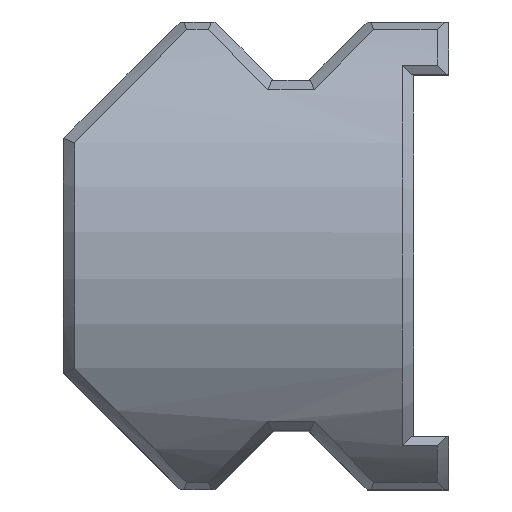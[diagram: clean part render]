
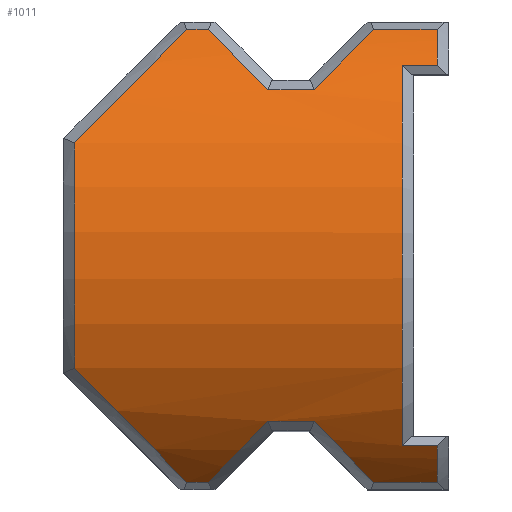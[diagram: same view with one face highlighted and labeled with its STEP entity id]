
A CAD part, top view. The second image highlights one B-rep face of the part: STEP entity #1011.
In plain terms, the highlighted cylindrical face has radius 5 mm (diameter 10 mm), a partial arc.
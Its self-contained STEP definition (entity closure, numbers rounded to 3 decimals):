
#15=CYLINDRICAL_SURFACE('',#1091,5.);
#37=CIRCLE('',#1059,5.);
#39=CIRCLE('',#1067,5.);
#42=CIRCLE('',#1076,5.);
#44=CIRCLE('',#1080,5.);
#80=FACE_OUTER_BOUND('',#140,.T.);
#140=EDGE_LOOP('',(#775,#776,#777,#778,#779,#780,#781,#782,#783,#784,#785,
#786,#787,#788,#789,#790,#791,#792));
#178=B_SPLINE_CURVE_WITH_KNOTS('',3,(#1419,#1420,#1421,#1422),
 .UNSPECIFIED.,.F.,.F.,(4,4),(-2.479,-2.199),
 .UNSPECIFIED.);
#183=B_SPLINE_CURVE_WITH_KNOTS('',3,(#1471,#1472,#1473,#1474),
 .UNSPECIFIED.,.F.,.F.,(4,4),(2.199,2.479),
 .UNSPECIFIED.);
#188=B_SPLINE_CURVE_WITH_KNOTS('',3,(#1523,#1524,#1525,#1526),
 .UNSPECIFIED.,.F.,.F.,(4,4),(-2.479,-1.994),
 .UNSPECIFIED.);
#195=B_SPLINE_CURVE_WITH_KNOTS('',3,(#1597,#1598,#1599,#1600),
 .UNSPECIFIED.,.F.,.F.,(4,4),(-1.148,-0.663),
 .UNSPECIFIED.);
#199=B_SPLINE_CURVE_WITH_KNOTS('',3,(#1636,#1637,#1638,#1639),
 .UNSPECIFIED.,.F.,.F.,(4,4),(0.663,0.942),
 .UNSPECIFIED.);
#204=B_SPLINE_CURVE_WITH_KNOTS('',3,(#1690,#1691,#1692,#1693),
 .UNSPECIFIED.,.F.,.F.,(4,4),(-0.942,-0.663),
 .UNSPECIFIED.);
#210=LINE('',#1362,#302);
#212=LINE('',#1393,#304);
#214=LINE('',#1445,#306);
#216=LINE('',#1497,#308);
#221=LINE('',#1574,#313);
#223=LINE('',#1657,#315);
#225=LINE('',#1709,#317);
#227=LINE('',#1735,#319);
#302=VECTOR('',#1130,10.);
#304=VECTOR('',#1140,10.);
#306=VECTOR('',#1146,10.);
#308=VECTOR('',#1152,10.);
#313=VECTOR('',#1165,10.);
#315=VECTOR('',#1171,10.);
#317=VECTOR('',#1177,10.);
#319=VECTOR('',#1187,10.);
#394=VERTEX_POINT('',#1360);
#395=VERTEX_POINT('',#1361);
#398=VERTEX_POINT('',#1375);
#402=VERTEX_POINT('',#1392);
#404=VERTEX_POINT('',#1418);
#408=VERTEX_POINT('',#1444);
#410=VERTEX_POINT('',#1470);
#414=VERTEX_POINT('',#1496);
#416=VERTEX_POINT('',#1522);
#419=VERTEX_POINT('',#1547);
#425=VERTEX_POINT('',#1566);
#426=VERTEX_POINT('',#1573);
#430=VERTEX_POINT('',#1635);
#433=VERTEX_POINT('',#1656);
#436=VERTEX_POINT('',#1689);
#439=VERTEX_POINT('',#1708);
#442=VERTEX_POINT('',#1721);
#445=VERTEX_POINT('',#1734);
#488=EDGE_CURVE('',#394,#395,#210,.T.);
#492=EDGE_CURVE('',#395,#398,#37,.T.);
#497=EDGE_CURVE('',#398,#402,#212,.T.);
#500=EDGE_CURVE('',#402,#404,#178,.T.);
#505=EDGE_CURVE('',#404,#408,#214,.T.);
#508=EDGE_CURVE('',#408,#410,#183,.T.);
#513=EDGE_CURVE('',#410,#414,#216,.T.);
#516=EDGE_CURVE('',#414,#416,#188,.T.);
#520=EDGE_CURVE('',#416,#419,#39,.T.);
#527=EDGE_CURVE('',#425,#426,#221,.T.);
#529=EDGE_CURVE('',#419,#425,#195,.T.);
#534=EDGE_CURVE('',#426,#430,#199,.T.);
#538=EDGE_CURVE('',#430,#433,#223,.T.);
#542=EDGE_CURVE('',#433,#436,#204,.T.);
#546=EDGE_CURVE('',#436,#439,#225,.T.);
#550=EDGE_CURVE('',#439,#442,#42,.T.);
#554=EDGE_CURVE('',#442,#445,#227,.T.);
#558=EDGE_CURVE('',#445,#394,#44,.T.);
#775=ORIENTED_EDGE('',*,*,#527,.F.);
#776=ORIENTED_EDGE('',*,*,#529,.F.);
#777=ORIENTED_EDGE('',*,*,#520,.F.);
#778=ORIENTED_EDGE('',*,*,#516,.F.);
#779=ORIENTED_EDGE('',*,*,#513,.F.);
#780=ORIENTED_EDGE('',*,*,#508,.F.);
#781=ORIENTED_EDGE('',*,*,#505,.F.);
#782=ORIENTED_EDGE('',*,*,#500,.F.);
#783=ORIENTED_EDGE('',*,*,#497,.F.);
#784=ORIENTED_EDGE('',*,*,#492,.F.);
#785=ORIENTED_EDGE('',*,*,#488,.F.);
#786=ORIENTED_EDGE('',*,*,#558,.F.);
#787=ORIENTED_EDGE('',*,*,#554,.F.);
#788=ORIENTED_EDGE('',*,*,#550,.F.);
#789=ORIENTED_EDGE('',*,*,#546,.F.);
#790=ORIENTED_EDGE('',*,*,#542,.F.);
#791=ORIENTED_EDGE('',*,*,#538,.F.);
#792=ORIENTED_EDGE('',*,*,#534,.F.);
#1011=ADVANCED_FACE('',(#80),#15,.T.);
#1059=AXIS2_PLACEMENT_3D('',#1376,#1134,#1135);
#1067=AXIS2_PLACEMENT_3D('',#1548,#1156,#1157);
#1076=AXIS2_PLACEMENT_3D('',#1722,#1182,#1183);
#1080=AXIS2_PLACEMENT_3D('',#1747,#1192,#1193);
#1091=AXIS2_PLACEMENT_3D('',#1791,#1233,#1234);
#1130=DIRECTION('',(1.,0.,0.));
#1134=DIRECTION('center_axis',(1.,0.,0.));
#1135=DIRECTION('ref_axis',(0.,0.,1.));
#1140=DIRECTION('',(-1.,0.,0.));
#1146=DIRECTION('',(-1.,0.,0.));
#1152=DIRECTION('',(-1.,0.,0.));
#1156=DIRECTION('center_axis',(-1.,0.,0.));
#1157=DIRECTION('ref_axis',(0.,0.,
1.));
#1165=DIRECTION('',(1.,0.,0.));
#1171=DIRECTION('',(1.,0.,0.));
#1177=DIRECTION('',(1.,0.,0.));
#1182=DIRECTION('center_axis',(1.,0.,0.));
#1183=DIRECTION('ref_axis',(0.,0.,1.));
#1187=DIRECTION('',(-1.,0.,0.));
#1192=DIRECTION('center_axis',(1.,0.,0.));
#1193=DIRECTION('ref_axis',(0.,0.,
1.));
#1233=DIRECTION('center_axis',(-1.,0.,0.));
#1234=DIRECTION('ref_axis',(0.,0.,1.));
#1360=CARTESIAN_POINT('',(-0.2,-3.254,6.596));
#1361=CARTESIAN_POINT('',(0.4,-3.254,6.596));
#1362=CARTESIAN_POINT('',(4.,-3.254,6.596));
#1375=CARTESIAN_POINT('',(0.4,-3.877,5.958));
#1376=CARTESIAN_POINT('Origin',(0.4,0.,2.8));
#1392=CARTESIAN_POINT('',(-0.688,-3.877,5.958));
#1393=CARTESIAN_POINT('',(4.,-3.877,5.958));
#1418=CARTESIAN_POINT('',(-1.704,-2.838,6.917));
#1419=CARTESIAN_POINT('Ctrl Pts',(-0.688,-3.877,5.958));
#1420=CARTESIAN_POINT('Ctrl Pts',(-0.98,-3.577,
6.326));
#1421=CARTESIAN_POINT('Ctrl Pts',(-1.323,-3.226,6.649));
#1422=CARTESIAN_POINT('Ctrl Pts',(-1.704,-2.838,6.917));
#1444=CARTESIAN_POINT('',(-2.496,-2.838,6.917));
#1445=CARTESIAN_POINT('',(4.,-2.838,6.917));
#1470=CARTESIAN_POINT('',(-3.512,-3.877,5.958));
#1471=CARTESIAN_POINT('Ctrl Pts',(-2.496,-2.838,6.917));
#1472=CARTESIAN_POINT('Ctrl Pts',(-2.877,-3.226,6.649));
#1473=CARTESIAN_POINT('Ctrl Pts',(-3.22,-3.577,6.326));
#1474=CARTESIAN_POINT('Ctrl Pts',(-3.512,-3.877,5.958));
#1496=CARTESIAN_POINT('',(-3.888,-3.877,5.957));
#1497=CARTESIAN_POINT('',(4.,-3.877,5.958));
#1522=CARTESIAN_POINT('',(-5.8,-1.929,7.413));
#1523=CARTESIAN_POINT('Ctrl Pts',(-3.888,-3.877,5.957));
#1524=CARTESIAN_POINT('Ctrl Pts',(-4.395,-3.356,6.596));
#1525=CARTESIAN_POINT('Ctrl Pts',(-5.058,-2.68,7.099));
#1526=CARTESIAN_POINT('Ctrl Pts',(-5.8,-1.929,7.413));
#1547=CARTESIAN_POINT('',(-5.8,1.929,7.413));
#1548=CARTESIAN_POINT('Origin',(-5.8,0.,2.8));
#1566=CARTESIAN_POINT('',(-3.888,3.877,5.957));
#1573=CARTESIAN_POINT('',(-3.512,3.877,5.958));
#1574=CARTESIAN_POINT('',(4.,3.877,5.958));
#1597=CARTESIAN_POINT('Ctrl Pts',(-5.8,1.929,7.413));
#1598=CARTESIAN_POINT('Ctrl Pts',(-5.058,2.68,7.099));
#1599=CARTESIAN_POINT('Ctrl Pts',(-4.395,3.356,6.596));
#1600=CARTESIAN_POINT('Ctrl Pts',(-3.888,3.877,5.957));
#1635=CARTESIAN_POINT('',(-2.496,2.838,6.917));
#1636=CARTESIAN_POINT('Ctrl Pts',(-3.512,3.877,5.958));
#1637=CARTESIAN_POINT('Ctrl Pts',(-3.22,3.577,6.326));
#1638=CARTESIAN_POINT('Ctrl Pts',(-2.877,3.226,6.649));
#1639=CARTESIAN_POINT('Ctrl Pts',(-2.496,2.838,6.917));
#1656=CARTESIAN_POINT('',(-1.704,2.838,6.917));
#1657=CARTESIAN_POINT('',(4.,2.838,6.917));
#1689=CARTESIAN_POINT('',(-0.688,3.877,5.958));
#1690=CARTESIAN_POINT('Ctrl Pts',(-1.704,2.838,6.917));
#1691=CARTESIAN_POINT('Ctrl Pts',(-1.323,3.226,6.649));
#1692=CARTESIAN_POINT('Ctrl Pts',(-0.98,3.577,6.326));
#1693=CARTESIAN_POINT('Ctrl Pts',(-0.688,3.877,5.958));
#1708=CARTESIAN_POINT('',(0.4,3.877,5.958));
#1709=CARTESIAN_POINT('',(4.,3.877,5.958));
#1721=CARTESIAN_POINT('',(0.4,3.254,6.596));
#1722=CARTESIAN_POINT('Origin',(0.4,0.,2.8));
#1734=CARTESIAN_POINT('',(-0.2,3.254,6.596));
#1735=CARTESIAN_POINT('',(4.,3.254,6.596));
#1747=CARTESIAN_POINT('Origin',(-0.2,0.,2.8));
#1791=CARTESIAN_POINT('Origin',(4.,0.,2.8));
